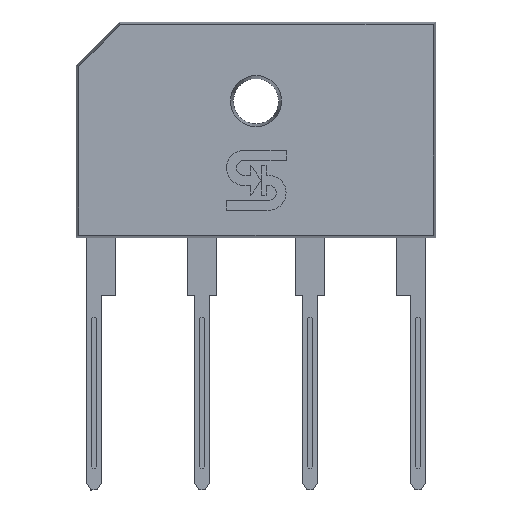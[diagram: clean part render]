
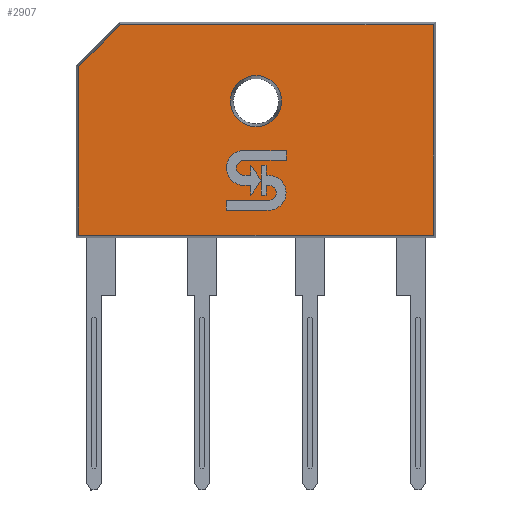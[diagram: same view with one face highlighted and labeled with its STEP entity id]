
A CAD part, top view. The second image highlights one B-rep face of the part: STEP entity #2907.
In plain terms, the highlighted planar face has unit normal (0, 0, 1).
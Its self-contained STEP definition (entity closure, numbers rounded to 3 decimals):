
#31=CIRCLE('',#3125,1.775);
#71=FACE_BOUND('',#363,.T.);
#195=FACE_OUTER_BOUND('',#362,.T.);
#362=EDGE_LOOP('',(#2462,#2463,#2464,#2465,#2466));
#363=EDGE_LOOP('',(#2467));
#712=LINE('',#4576,#1100);
#713=LINE('',#4578,#1101);
#714=LINE('',#4580,#1102);
#715=LINE('',#4582,#1103);
#716=LINE('',#4583,#1104);
#1100=VECTOR('',#3753,11.723);
#1101=VECTOR('',#3754,24.608);
#1102=VECTOR('',#3755,14.608);
#1103=VECTOR('',#3756,21.723);
#1104=VECTOR('',#3757,4.08);
#1373=VERTEX_POINT('',#4538);
#1385=VERTEX_POINT('',#4574);
#1386=VERTEX_POINT('',#4575);
#1387=VERTEX_POINT('',#4577);
#1388=VERTEX_POINT('',#4579);
#1389=VERTEX_POINT('',#4581);
#1736=EDGE_CURVE('',#1373,#1373,#31,.T.);
#1753=EDGE_CURVE('',#1385,#1386,#712,.T.);
#1754=EDGE_CURVE('',#1386,#1387,#713,.T.);
#1755=EDGE_CURVE('',#1387,#1388,#714,.T.);
#1756=EDGE_CURVE('',#1388,#1389,#715,.T.);
#1757=EDGE_CURVE('',#1389,#1385,#716,.T.);
#2462=ORIENTED_EDGE('',*,*,#1753,.T.);
#2463=ORIENTED_EDGE('',*,*,#1754,.T.);
#2464=ORIENTED_EDGE('',*,*,#1755,.T.);
#2465=ORIENTED_EDGE('',*,*,#1756,.T.);
#2466=ORIENTED_EDGE('',*,*,#1757,.T.);
#2467=ORIENTED_EDGE('',*,*,#1736,.T.);
#2754=PLANE('',#3133);
#2907=ADVANCED_FACE('',(#195,#71),#2754,.T.);
#3125=AXIS2_PLACEMENT_3D('',#4539,#3720,#3721);
#3133=AXIS2_PLACEMENT_3D('',#4573,#3751,#3752);
#3720=DIRECTION('center_axis',(0.,0.,-1.));
#3721=DIRECTION('ref_axis',(-1.,0.,0.));
#3751=DIRECTION('center_axis',(0.,0.,1.));
#3752=DIRECTION('ref_axis',(1.,0.,0.));
#3753=DIRECTION('',(0.,-1.,0.));
#3754=DIRECTION('',(1.,0.,0.));
#3755=DIRECTION('',(0.,1.,0.));
#3756=DIRECTION('',(-1.,0.,0.));
#3757=DIRECTION('',(-0.707,-0.707,0.));
#4538=CARTESIAN_POINT('',(10.725,-5.5,1.6));
#4539=CARTESIAN_POINT('Origin',(12.5,-5.5,1.6));
#4573=CARTESIAN_POINT('Origin',(12.793,-7.683,1.6));
#4574=CARTESIAN_POINT('',(0.196,-3.081,1.6));
#4575=CARTESIAN_POINT('',(0.196,-14.804,1.6));
#4576=CARTESIAN_POINT('',(0.196,-3.081,1.6));
#4577=CARTESIAN_POINT('',(24.804,-14.804,1.6));
#4578=CARTESIAN_POINT('',(0.196,-14.804,1.6));
#4579=CARTESIAN_POINT('',(24.804,-0.196,1.6));
#4580=CARTESIAN_POINT('',(24.804,-14.804,1.6));
#4581=CARTESIAN_POINT('',(3.081,-0.196,1.6));
#4582=CARTESIAN_POINT('',(24.804,-0.196,1.6));
#4583=CARTESIAN_POINT('',(3.081,-0.196,1.6));
